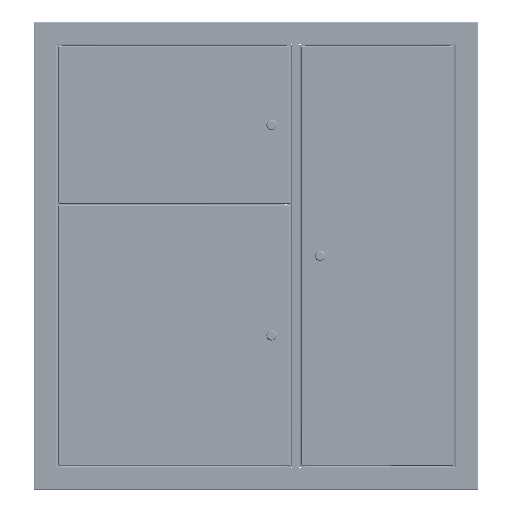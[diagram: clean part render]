
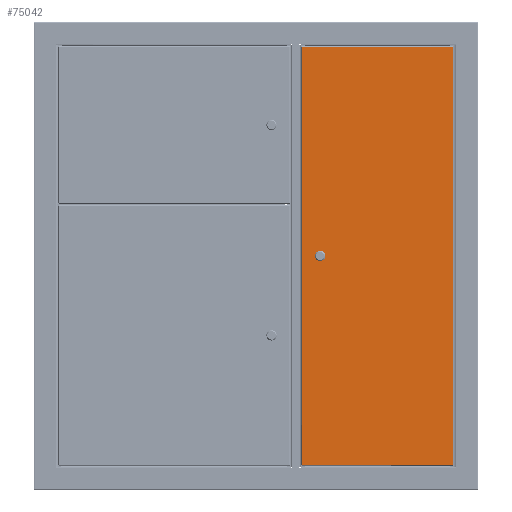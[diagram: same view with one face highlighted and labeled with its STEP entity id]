
A CAD part, top view. The second image highlights one B-rep face of the part: STEP entity #75042.
In plain terms, the highlighted planar face has unit normal (0, 0, 1).
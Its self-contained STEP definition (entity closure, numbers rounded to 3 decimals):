
#885 = ORIENTED_EDGE ( 'NONE', *, *, #70924, .F. ) ;
#1677 = AXIS2_PLACEMENT_3D ( 'NONE', #27479, #48300, #54216 ) ;
#2456 = VERTEX_POINT ( 'NONE', #83953 ) ;
#3037 = EDGE_CURVE ( 'NONE', #61815, #34898, #38002, .T. ) ;
#3557 = DIRECTION ( 'NONE',  ( 1., 0., 0. ) ) ;
#4325 = ORIENTED_EDGE ( 'NONE', *, *, #60408, .F. ) ;
#4985 = CARTESIAN_POINT ( 'NONE',  ( 894.7, 1.7, 0. ) ) ;
#7241 = ORIENTED_EDGE ( 'NONE', *, *, #62771, .T. ) ;
#8099 = LINE ( 'NONE', #14879, #21211 ) ;
#10891 = AXIS2_PLACEMENT_3D ( 'NONE', #22841, #71801, #79035 ) ;
#12048 = CARTESIAN_POINT ( 'NONE',  ( 451.849, 31.5, 0. ) ) ;
#13158 = ORIENTED_EDGE ( 'NONE', *, *, #70072, .T. ) ;
#13727 = ORIENTED_EDGE ( 'NONE', *, *, #88383, .T. ) ;
#14879 = CARTESIAN_POINT ( 'NONE',  ( 894.993, 324., 0. ) ) ;
#14907 = DIRECTION ( 'NONE',  ( 0., 1., 0. ) ) ;
#17003 = CARTESIAN_POINT ( 'NONE',  ( 1.7, 1.7, 0. ) ) ;
#17891 = DIRECTION ( 'NONE',  ( -1., 0., 0. ) ) ;
#21211 = VECTOR ( 'NONE', #17891, 1000. ) ;
#22841 = CARTESIAN_POINT ( 'NONE',  ( 448.2, 40., 0. ) ) ;
#25088 = CARTESIAN_POINT ( 'NONE',  ( 444.551, 31.5, 0. ) ) ;
#25621 = DIRECTION ( 'NONE',  ( 1., 0., 0. ) ) ;
#26162 = VECTOR ( 'NONE', #14907, 1000. ) ;
#26816 = CARTESIAN_POINT ( 'NONE',  ( 448.2, 40., 0. ) ) ;
#27479 = CARTESIAN_POINT ( 'NONE',  ( 448.2, 40., 0. ) ) ;
#28873 = ORIENTED_EDGE ( 'NONE', *, *, #59953, .F. ) ;
#30204 = VECTOR ( 'NONE', #54983, 1000. ) ;
#30541 = VERTEX_POINT ( 'NONE', #32194 ) ;
#32194 = CARTESIAN_POINT ( 'NONE',  ( 894.7, 324., 0. ) ) ;
#32268 = FACE_BOUND ( 'NONE', #37565, .T. ) ;
#33148 = AXIS2_PLACEMENT_3D ( 'NONE', #26816, #54438, #83037 ) ;
#33551 = EDGE_CURVE ( 'NONE', #71594, #2456, #37821, .T. ) ;
#34612 = CARTESIAN_POINT ( 'NONE',  ( 451.849, 48.5, 0. ) ) ;
#34898 = VERTEX_POINT ( 'NONE', #4985 ) ;
#37111 = CARTESIAN_POINT ( 'NONE',  ( 1.7, 1.7, 0. ) ) ;
#37565 = EDGE_LOOP ( 'NONE', ( #28873, #41914, #4325, #39114, #885 ) ) ;
#37821 = CIRCLE ( 'NONE', #1677, 9.25 ) ;
#38002 = LINE ( 'NONE', #37111, #59382 ) ;
#38440 = VECTOR ( 'NONE', #75790, 1000. ) ;
#39114 = ORIENTED_EDGE ( 'NONE', *, *, #70702, .F. ) ;
#41681 = VERTEX_POINT ( 'NONE', #42147 ) ;
#41914 = ORIENTED_EDGE ( 'NONE', *, *, #33551, .F. ) ;
#41917 = VERTEX_POINT ( 'NONE', #68827 ) ;
#42147 = CARTESIAN_POINT ( 'NONE',  ( 1.7, 324., 0. ) ) ;
#44716 = CIRCLE ( 'NONE', #33148, 9.25 ) ;
#46890 = LINE ( 'NONE', #12048, #55697 ) ;
#47511 = AXIS2_PLACEMENT_3D ( 'NONE', #59912, #74403, #87576 ) ;
#48120 = LINE ( 'NONE', #49459, #38440 ) ;
#48300 = DIRECTION ( 'NONE',  ( 0., 0., 1. ) ) ;
#48636 = ORIENTED_EDGE ( 'NONE', *, *, #3037, .T. ) ;
#49459 = CARTESIAN_POINT ( 'NONE',  ( 1.7, 324.293, 0. ) ) ;
#54216 = DIRECTION ( 'NONE',  ( 1., 0., 0. ) ) ;
#54438 = DIRECTION ( 'NONE',  ( 0., 0., 1. ) ) ;
#54983 = DIRECTION ( 'NONE',  ( -1., 0., 0. ) ) ;
#55697 = VECTOR ( 'NONE', #25621, 1000. ) ;
#55911 = LINE ( 'NONE', #34612, #30204 ) ;
#59382 = VECTOR ( 'NONE', #3557, 1000. ) ;
#59912 = CARTESIAN_POINT ( 'NONE',  ( 0., 325.7, 0. ) ) ;
#59953 = EDGE_CURVE ( 'NONE', #2456, #41917, #55911, .T. ) ;
#60359 = FACE_OUTER_BOUND ( 'NONE', #71904, .T. ) ;
#60408 = EDGE_CURVE ( 'NONE', #87642, #71594, #44716, .T. ) ;
#61815 = VERTEX_POINT ( 'NONE', #17003 ) ;
#62771 = EDGE_CURVE ( 'NONE', #34898, #30541, #77892, .T. ) ;
#64041 = CARTESIAN_POINT ( 'NONE',  ( 451.849, 31.5, 0. ) ) ;
#68827 = CARTESIAN_POINT ( 'NONE',  ( 444.551, 48.5, 0. ) ) ;
#70072 = EDGE_CURVE ( 'NONE', #41681, #61815, #48120, .T. ) ;
#70702 = EDGE_CURVE ( 'NONE', #81906, #87642, #46890, .T. ) ;
#70924 = EDGE_CURVE ( 'NONE', #41917, #81906, #89050, .T. ) ;
#71594 = VERTEX_POINT ( 'NONE', #88872 ) ;
#71801 = DIRECTION ( 'NONE',  ( 0., 0., 1. ) ) ;
#71904 = EDGE_LOOP ( 'NONE', ( #48636, #7241, #13727, #13158 ) ) ;
#74403 = DIRECTION ( 'NONE',  ( 0., 0., -1. ) ) ;
#75042 = ADVANCED_FACE ( 'NONE', ( #32268, #60359 ), #88019, .F. ) ;
#75790 = DIRECTION ( 'NONE',  ( 0., -1., 0. ) ) ;
#77462 = CARTESIAN_POINT ( 'NONE',  ( 894.7, 0., 0. ) ) ;
#77892 = LINE ( 'NONE', #77462, #26162 ) ;
#79035 = DIRECTION ( 'NONE',  ( 1., 0., 0. ) ) ;
#81906 = VERTEX_POINT ( 'NONE', #25088 ) ;
#83037 = DIRECTION ( 'NONE',  ( 1., 0., 0. ) ) ;
#83953 = CARTESIAN_POINT ( 'NONE',  ( 451.849, 48.5, 0. ) ) ;
#87576 = DIRECTION ( 'NONE',  ( -1., 0., 0. ) ) ;
#87642 = VERTEX_POINT ( 'NONE', #64041 ) ;
#88019 = PLANE ( 'NONE',  #47511 ) ;
#88383 = EDGE_CURVE ( 'NONE', #30541, #41681, #8099, .T. ) ;
#88872 = CARTESIAN_POINT ( 'NONE',  ( 457.45, 40., 0. ) ) ;
#89050 = CIRCLE ( 'NONE', #10891, 9.25 ) ;
